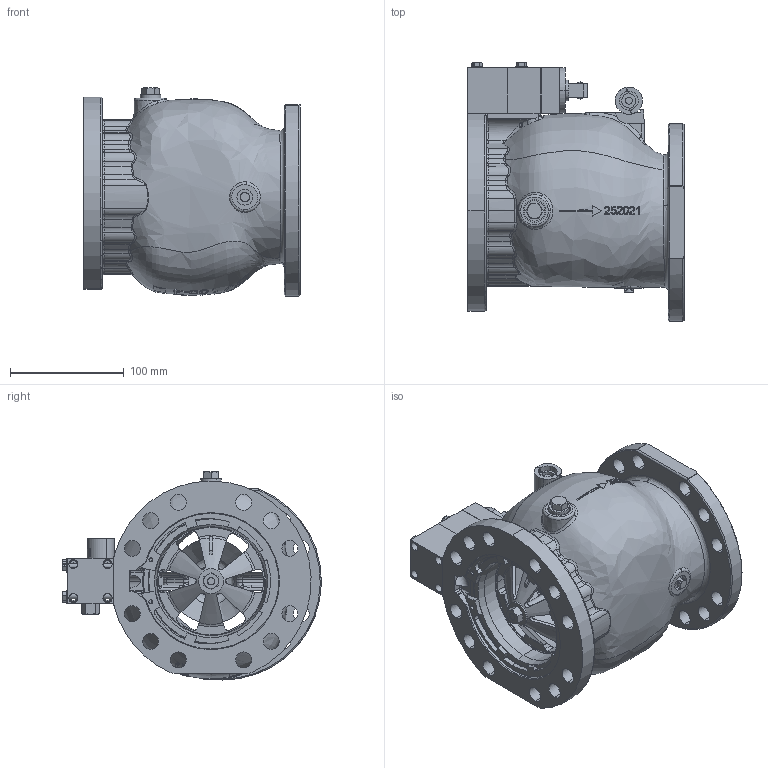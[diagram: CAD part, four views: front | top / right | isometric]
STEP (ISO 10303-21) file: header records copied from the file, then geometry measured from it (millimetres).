
FILE_DESCRIPTION (( 'STEP AP214' ), '1' );
FILE_NAME ('DV100-4M_252377.STEP', '2015-04-29T12:59:03', ( 'Admin1' ), ( '' ), 'SwSTEP 2.0', 'SolidWorks 2014', '' );
FILE_SCHEMA (( 'AUTOMOTIVE_DESIGN' ));
Length unit declared in the file: millimetre
Products named in the file (1): DV100-4M_252377
Bounding box: 190 x 227.49 x 183 mm (x, y, z)
Surface area: 317199.2 mm2 (no closed solid volume)
Topology: 0 solids, 52 shells, 1121 faces, 3356 edges, 2211 vertices
Faces by surface type: cylinder 354, plane 336, bspline 251, torus 92, cone 78, sphere 10
Entity records: 113479 total; most frequent: CARTESIAN_POINT 73664, ORIENTED_EDGE 5785, DIRECTION 4993, EDGE_CURVE 3346, VERTEX_POINT 2211, AXIS2_PLACEMENT_3D 1934, EDGE_LOOP 1279, B_SPLINE_CURVE_WITH_KNOTS 1135
